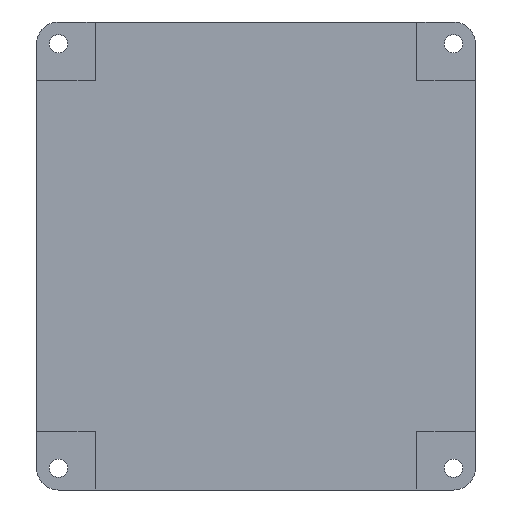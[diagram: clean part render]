
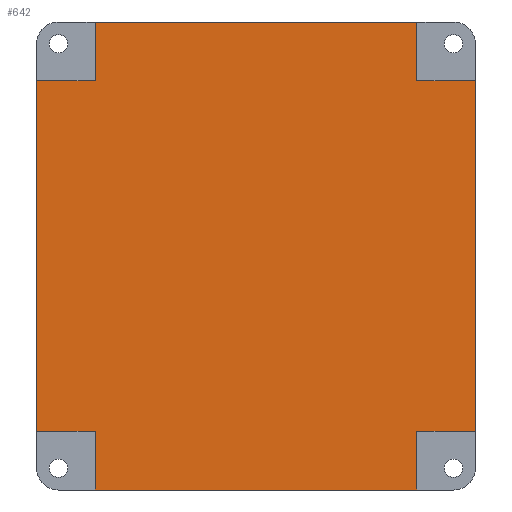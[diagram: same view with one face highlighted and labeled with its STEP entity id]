
A CAD part, front view. The second image highlights one B-rep face of the part: STEP entity #642.
In plain terms, the highlighted planar face has unit normal (0, -1, 0).
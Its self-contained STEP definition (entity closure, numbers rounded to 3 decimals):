
#28 = ORIENTED_EDGE ( 'NONE', *, *, #1899, .F. ) ;
#34 = VECTOR ( 'NONE', #1706, 1000. ) ;
#61 = LINE ( 'NONE', #1556, #34 ) ;
#80 = VERTEX_POINT ( 'NONE', #506 ) ;
#147 = VERTEX_POINT ( 'NONE', #1877 ) ;
#218 = DIRECTION ( 'NONE',  ( 0., 0., 1. ) ) ;
#222 = ORIENTED_EDGE ( 'NONE', *, *, #1246, .F. ) ;
#273 = VECTOR ( 'NONE', #282, 1000. ) ;
#282 = DIRECTION ( 'NONE',  ( 0., 0., -1. ) ) ;
#292 = DIRECTION ( 'NONE',  ( 1., 0., 0. ) ) ;
#294 = VECTOR ( 'NONE', #1743, 1000. ) ;
#297 = VERTEX_POINT ( 'NONE', #804 ) ;
#345 = ORIENTED_EDGE ( 'NONE', *, *, #1369, .F. ) ;
#372 = DIRECTION ( 'NONE',  ( -1., 0., 0. ) ) ;
#375 = VECTOR ( 'NONE', #218, 1000. ) ;
#378 = ORIENTED_EDGE ( 'NONE', *, *, #1739, .F. ) ;
#393 = VERTEX_POINT ( 'NONE', #936 ) ;
#418 = VECTOR ( 'NONE', #598, 1000. ) ;
#463 = CARTESIAN_POINT ( 'NONE',  ( -27., 0., 29. ) ) ;
#466 = CARTESIAN_POINT ( 'NONE',  ( 29.987, 0., 29. ) ) ;
#506 = CARTESIAN_POINT ( 'NONE',  ( 29.987, 0., 23.987 ) ) ;
#538 = VERTEX_POINT ( 'NONE', #1328 ) ;
#548 = CARTESIAN_POINT ( 'NONE',  ( 29.987, 0., -23.987 ) ) ;
#556 = ORIENTED_EDGE ( 'NONE', *, *, #1681, .F. ) ;
#568 = VECTOR ( 'NONE', #1819, 1000. ) ;
#598 = DIRECTION ( 'NONE',  ( 1., 0., 0. ) ) ;
#642 = ADVANCED_FACE ( 'NONE', ( #1798 ), #1830, .F. ) ;
#650 = ORIENTED_EDGE ( 'NONE', *, *, #963, .F. ) ;
#663 = LINE ( 'NONE', #466, #1641 ) ;
#724 = AXIS2_PLACEMENT_3D ( 'NONE', #463, #1051, #1495 ) ;
#746 = CARTESIAN_POINT ( 'NONE',  ( -21.987, 0., -31.987 ) ) ;
#760 = ORIENTED_EDGE ( 'NONE', *, *, #772, .F. ) ;
#765 = LINE ( 'NONE', #1351, #1880 ) ;
#772 = EDGE_CURVE ( 'NONE', #1553, #147, #1812, .T. ) ;
#804 = CARTESIAN_POINT ( 'NONE',  ( -21.987, 0., -23.987 ) ) ;
#834 = ORIENTED_EDGE ( 'NONE', *, *, #842, .F. ) ;
#842 = EDGE_CURVE ( 'NONE', #393, #80, #765, .T. ) ;
#851 = LINE ( 'NONE', #1443, #1745 ) ;
#853 = DIRECTION ( 'NONE',  ( -1., 0., 0. ) ) ;
#854 = LINE ( 'NONE', #967, #294 ) ;
#878 = LINE ( 'NONE', #746, #568 ) ;
#936 = CARTESIAN_POINT ( 'NONE',  ( 21.987, 0., 23.987 ) ) ;
#963 = EDGE_CURVE ( 'NONE', #1925, #1632, #61, .T. ) ;
#967 = CARTESIAN_POINT ( 'NONE',  ( -21.987, 0., 23.987 ) ) ;
#980 = ORIENTED_EDGE ( 'NONE', *, *, #1224, .F. ) ;
#992 = EDGE_CURVE ( 'NONE', #1632, #1553, #854, .T. ) ;
#997 = ORIENTED_EDGE ( 'NONE', *, *, #1464, .F. ) ;
#1000 = CARTESIAN_POINT ( 'NONE',  ( -21.987, 0., 23.987 ) ) ;
#1035 = LINE ( 'NONE', #1799, #1685 ) ;
#1043 = DIRECTION ( 'NONE',  ( 0., 0., -1. ) ) ;
#1051 = DIRECTION ( 'NONE',  ( 0., 1., 0. ) ) ;
#1058 = CARTESIAN_POINT ( 'NONE',  ( -29.987, 0., 23.987 ) ) ;
#1132 = CARTESIAN_POINT ( 'NONE',  ( -21.987, 0., 31.987 ) ) ;
#1177 = LINE ( 'NONE', #1784, #1490 ) ;
#1224 = EDGE_CURVE ( 'NONE', #1587, #1451, #1334, .T. ) ;
#1246 = EDGE_CURVE ( 'NONE', #538, #297, #878, .T. ) ;
#1286 = ORIENTED_EDGE ( 'NONE', *, *, #1536, .F. ) ;
#1317 = ORIENTED_EDGE ( 'NONE', *, *, #992, .F. ) ;
#1328 = CARTESIAN_POINT ( 'NONE',  ( -21.987, 0., -31.987 ) ) ;
#1334 = LINE ( 'NONE', #548, #1704 ) ;
#1351 = CARTESIAN_POINT ( 'NONE',  ( 21.987, 0., 23.987 ) ) ;
#1369 = EDGE_CURVE ( 'NONE', #147, #393, #1825, .T. ) ;
#1385 = CARTESIAN_POINT ( 'NONE',  ( -27., 0., 31.987 ) ) ;
#1393 = EDGE_LOOP ( 'NONE', ( #556, #222, #378, #28, #980, #997, #834, #345, #760, #1317, #650, #1286 ) ) ;
#1443 = CARTESIAN_POINT ( 'NONE',  ( 27., 0., -31.987 ) ) ;
#1451 = VERTEX_POINT ( 'NONE', #1854 ) ;
#1464 = EDGE_CURVE ( 'NONE', #80, #1587, #663, .T. ) ;
#1490 = VECTOR ( 'NONE', #853, 1000. ) ;
#1495 = DIRECTION ( 'NONE',  ( 1., 0., 0. ) ) ;
#1536 = EDGE_CURVE ( 'NONE', #1876, #1925, #1726, .T. ) ;
#1553 = VERTEX_POINT ( 'NONE', #1132 ) ;
#1556 = CARTESIAN_POINT ( 'NONE',  ( -29.987, 0., 23.987 ) ) ;
#1587 = VERTEX_POINT ( 'NONE', #1922 ) ;
#1588 = CARTESIAN_POINT ( 'NONE',  ( -29.987, 0., -29. ) ) ;
#1632 = VERTEX_POINT ( 'NONE', #1000 ) ;
#1634 = CARTESIAN_POINT ( 'NONE',  ( 21.987, 0., -31.987 ) ) ;
#1641 = VECTOR ( 'NONE', #1984, 1000. ) ;
#1647 = CARTESIAN_POINT ( 'NONE',  ( 21.987, 0., 31.987 ) ) ;
#1681 = EDGE_CURVE ( 'NONE', #297, #1876, #1177, .T. ) ;
#1685 = VECTOR ( 'NONE', #1043, 1000. ) ;
#1704 = VECTOR ( 'NONE', #1945, 1000. ) ;
#1706 = DIRECTION ( 'NONE',  ( 1., 0., 0. ) ) ;
#1726 = LINE ( 'NONE', #1588, #375 ) ;
#1739 = EDGE_CURVE ( 'NONE', #1853, #538, #851, .T. ) ;
#1743 = DIRECTION ( 'NONE',  ( 0., 0., 1. ) ) ;
#1745 = VECTOR ( 'NONE', #372, 1000. ) ;
#1784 = CARTESIAN_POINT ( 'NONE',  ( -21.987, 0., -23.987 ) ) ;
#1798 = FACE_OUTER_BOUND ( 'NONE', #1393, .T. ) ;
#1799 = CARTESIAN_POINT ( 'NONE',  ( 21.987, 0., -23.987 ) ) ;
#1808 = CARTESIAN_POINT ( 'NONE',  ( -29.987, 0., -23.987 ) ) ;
#1812 = LINE ( 'NONE', #1385, #418 ) ;
#1819 = DIRECTION ( 'NONE',  ( 0., 0., 1. ) ) ;
#1825 = LINE ( 'NONE', #1647, #273 ) ;
#1830 = PLANE ( 'NONE',  #724 ) ;
#1853 = VERTEX_POINT ( 'NONE', #1634 ) ;
#1854 = CARTESIAN_POINT ( 'NONE',  ( 21.987, 0., -23.987 ) ) ;
#1876 = VERTEX_POINT ( 'NONE', #1808 ) ;
#1877 = CARTESIAN_POINT ( 'NONE',  ( 21.987, 0., 31.987 ) ) ;
#1880 = VECTOR ( 'NONE', #292, 1000. ) ;
#1899 = EDGE_CURVE ( 'NONE', #1451, #1853, #1035, .T. ) ;
#1922 = CARTESIAN_POINT ( 'NONE',  ( 29.987, 0., -23.987 ) ) ;
#1925 = VERTEX_POINT ( 'NONE', #1058 ) ;
#1945 = DIRECTION ( 'NONE',  ( -1., 0., 0. ) ) ;
#1984 = DIRECTION ( 'NONE',  ( 0., 0., -1. ) ) ;
